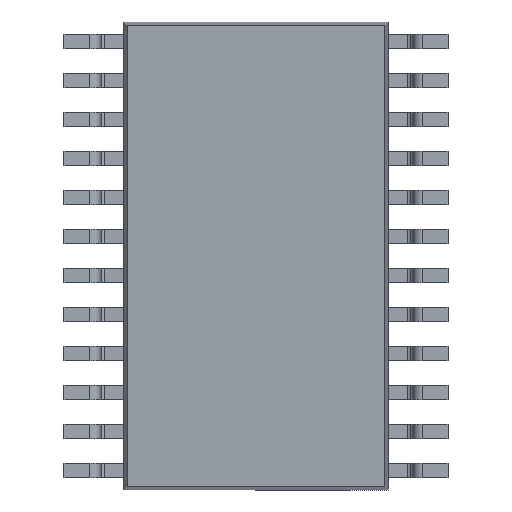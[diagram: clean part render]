
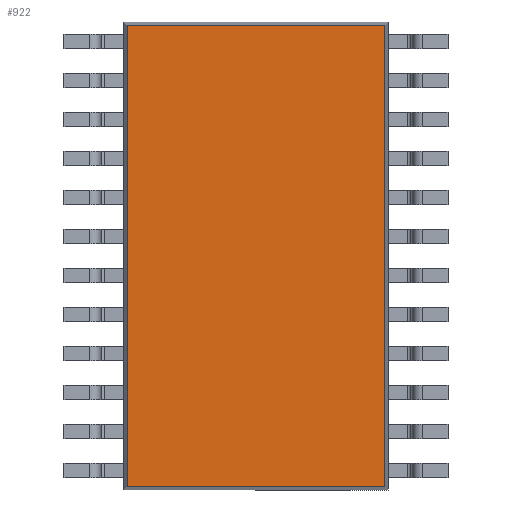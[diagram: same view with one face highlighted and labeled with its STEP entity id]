
A CAD part, front view. The second image highlights one B-rep face of the part: STEP entity #922.
In plain terms, the highlighted planar face has unit normal (0, -1, 0).
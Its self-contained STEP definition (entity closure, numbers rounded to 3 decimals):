
#145 = DIRECTION ( 'NONE',  ( 0., -1., 0. ) ) ;
#380 = EDGE_LOOP ( 'NONE', ( #1810, #6106, #8271, #10362 ) ) ;
#411 = CARTESIAN_POINT ( 'NONE',  ( 2.142, 0.15, -3.842 ) ) ;
#496 = VERTEX_POINT ( 'NONE', #411 ) ;
#528 = VERTEX_POINT ( 'NONE', #6999 ) ;
#922 = ADVANCED_FACE ( 'NONE', ( #5220 ), #10065, .T. ) ;
#1281 = LINE ( 'NONE', #7591, #6010 ) ;
#1450 = LINE ( 'NONE', #8063, #5674 ) ;
#1810 = ORIENTED_EDGE ( 'NONE', *, *, #6042, .T. ) ;
#2661 = CARTESIAN_POINT ( 'NONE',  ( 0., 0.15, 0. ) ) ;
#2966 = DIRECTION ( 'NONE',  ( -1., 0., 0. ) ) ;
#2989 = LINE ( 'NONE', #10563, #9784 ) ;
#3178 = EDGE_CURVE ( 'NONE', #9521, #528, #2989, .T. ) ;
#4247 = CARTESIAN_POINT ( 'NONE',  ( 2.142, 0.15, -3.9 ) ) ;
#4302 = DIRECTION ( 'NONE',  ( 0., 0., -1. ) ) ;
#5220 = FACE_OUTER_BOUND ( 'NONE', #380, .T. ) ;
#5594 = DIRECTION ( 'NONE',  ( 0., 0., -1. ) ) ;
#5674 = VECTOR ( 'NONE', #5594, 1000. ) ;
#6010 = VECTOR ( 'NONE', #6863, 1000. ) ;
#6042 = EDGE_CURVE ( 'NONE', #6221, #496, #1281, .T. ) ;
#6106 = ORIENTED_EDGE ( 'NONE', *, *, #7033, .T. ) ;
#6221 = VERTEX_POINT ( 'NONE', #10373 ) ;
#6577 = LINE ( 'NONE', #4247, #7351 ) ;
#6863 = DIRECTION ( 'NONE',  ( 1., 0., 0. ) ) ;
#6999 = CARTESIAN_POINT ( 'NONE',  ( -2.142, 0.15, 3.842 ) ) ;
#7033 = EDGE_CURVE ( 'NONE', #496, #9521, #6577, .T. ) ;
#7351 = VECTOR ( 'NONE', #7593, 1000. ) ;
#7591 = CARTESIAN_POINT ( 'NONE',  ( -2.2, 0.15, -3.842 ) ) ;
#7593 = DIRECTION ( 'NONE',  ( 0., 0., 1. ) ) ;
#8063 = CARTESIAN_POINT ( 'NONE',  ( -2.142, 0.15, 3.9 ) ) ;
#8065 = AXIS2_PLACEMENT_3D ( 'NONE', #2661, #145, #4302 ) ;
#8271 = ORIENTED_EDGE ( 'NONE', *, *, #3178, .T. ) ;
#8787 = EDGE_CURVE ( 'NONE', #528, #6221, #1450, .T. ) ;
#9010 = CARTESIAN_POINT ( 'NONE',  ( 2.142, 0.15, 3.842 ) ) ;
#9521 = VERTEX_POINT ( 'NONE', #9010 ) ;
#9784 = VECTOR ( 'NONE', #2966, 1000. ) ;
#10065 = PLANE ( 'NONE',  #8065 ) ;
#10362 = ORIENTED_EDGE ( 'NONE', *, *, #8787, .T. ) ;
#10373 = CARTESIAN_POINT ( 'NONE',  ( -2.142, 0.15, -3.842 ) ) ;
#10563 = CARTESIAN_POINT ( 'NONE',  ( 2.2, 0.15, 3.842 ) ) ;
